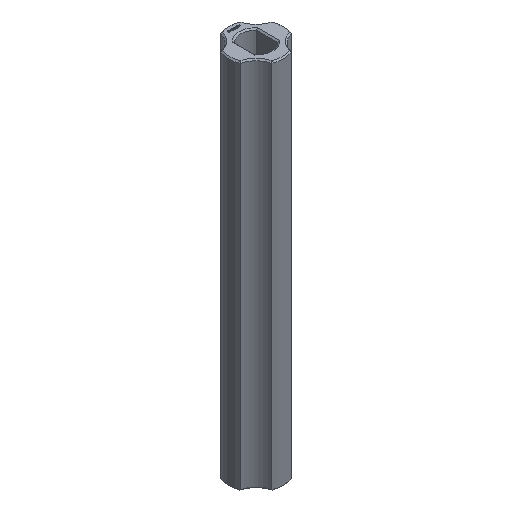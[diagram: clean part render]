
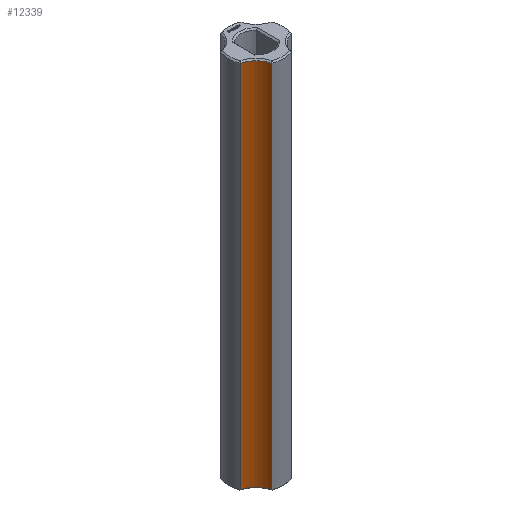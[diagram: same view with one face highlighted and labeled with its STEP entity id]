
A CAD part, isometric view. The second image highlights one B-rep face of the part: STEP entity #12339.
In plain terms, the highlighted cylindrical face has radius 5 mm (diameter 10 mm), a partial arc.
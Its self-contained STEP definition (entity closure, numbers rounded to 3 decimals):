
#189 = CYLINDRICAL_SURFACE('',#190,6.25);
#190 = AXIS2_PLACEMENT_3D('',#191,#192,#193);
#191 = CARTESIAN_POINT('',(0.,0.,0.));
#192 = DIRECTION('',(-0.,-0.,-1.));
#193 = DIRECTION('',(1.,0.,0.));
#625 = EDGE_CURVE('',#626,#628,#630,.T.);
#626 = VERTEX_POINT('',#627);
#627 = CARTESIAN_POINT('',(-2.225,-5.841,0.3));
#628 = VERTEX_POINT('',#629);
#629 = CARTESIAN_POINT('',(-2.225,-5.841,84.075));
#630 = SURFACE_CURVE('',#631,(#635,#642),.PCURVE_S1.);
#631 = LINE('',#632,#633);
#632 = CARTESIAN_POINT('',(-2.225,-5.841,0.));
#633 = VECTOR('',#634,1.);
#634 = DIRECTION('',(0.,0.,1.));
#635 = PCURVE('',#189,#636);
#636 = DEFINITIONAL_REPRESENTATION('',(#637),#641);
#637 = LINE('',#638,#639);
#638 = CARTESIAN_POINT('',(-4.348,0.));
#639 = VECTOR('',#640,1.);
#640 = DIRECTION('',(-0.,-1.));
#641 = ( GEOMETRIC_REPRESENTATION_CONTEXT(2) 
PARAMETRIC_REPRESENTATION_CONTEXT() REPRESENTATION_CONTEXT('2D SPACE',''
  ) );
#642 = PCURVE('',#643,#648);
#643 = CYLINDRICAL_SURFACE('',#644,5.);
#644 = AXIS2_PLACEMENT_3D('',#645,#646,#647);
#645 = CARTESIAN_POINT('',(-7.071,-7.071,0.));
#646 = DIRECTION('',(-0.,-0.,-1.));
#647 = DIRECTION('',(1.,0.,0.));
#648 = DEFINITIONAL_REPRESENTATION('',(#649),#653);
#649 = LINE('',#650,#651);
#650 = CARTESIAN_POINT('',(-0.249,0.));
#651 = VECTOR('',#652,1.);
#652 = DIRECTION('',(-0.,-1.));
#653 = ( GEOMETRIC_REPRESENTATION_CONTEXT(2) 
PARAMETRIC_REPRESENTATION_CONTEXT() REPRESENTATION_CONTEXT('2D SPACE',''
  ) );
#832 = CONICAL_SURFACE('',#833,5.,0.785);
#833 = AXIS2_PLACEMENT_3D('',#834,#835,#836);
#834 = CARTESIAN_POINT('',(-7.071,-7.071,0.3));
#835 = DIRECTION('',(-0.,-0.,-1.));
#836 = DIRECTION('',(0.969,0.246,0.));
#1149 = CONICAL_SURFACE('',#1150,5.,0.785);
#1150 = AXIS2_PLACEMENT_3D('',#1151,#1152,#1153);
#1151 = CARTESIAN_POINT('',(-7.071,-7.071,84.075));
#1152 = DIRECTION('',(0.,0.,1.));
#1153 = DIRECTION('',(0.969,0.246,0.));
#12339 = ADVANCED_FACE('',(#12340),#643,.F.);
#12340 = FACE_BOUND('',#12341,.T.);
#12341 = EDGE_LOOP('',(#12342,#12343,#12367,#12395));
#12342 = ORIENTED_EDGE('',*,*,#625,.T.);
#12343 = ORIENTED_EDGE('',*,*,#12344,.T.);
#12344 = EDGE_CURVE('',#628,#12345,#12347,.T.);
#12345 = VERTEX_POINT('',#12346);
#12346 = CARTESIAN_POINT('',(-5.841,-2.225,84.075));
#12347 = SURFACE_CURVE('',#12348,(#12353,#12360),.PCURVE_S1.);
#12348 = CIRCLE('',#12349,5.);
#12349 = AXIS2_PLACEMENT_3D('',#12350,#12351,#12352);
#12350 = CARTESIAN_POINT('',(-7.071,-7.071,84.075));
#12351 = DIRECTION('',(0.,-0.,1.));
#12352 = DIRECTION('',(0.969,0.246,0.));
#12353 = PCURVE('',#643,#12354);
#12354 = DEFINITIONAL_REPRESENTATION('',(#12355),#12359);
#12355 = LINE('',#12356,#12357);
#12356 = CARTESIAN_POINT('',(-0.249,-84.075));
#12357 = VECTOR('',#12358,1.);
#12358 = DIRECTION('',(-1.,0.));
#12359 = ( GEOMETRIC_REPRESENTATION_CONTEXT(2) 
PARAMETRIC_REPRESENTATION_CONTEXT() REPRESENTATION_CONTEXT('2D SPACE',''
  ) );
#12360 = PCURVE('',#1149,#12361);
#12361 = DEFINITIONAL_REPRESENTATION('',(#12362),#12366);
#12362 = LINE('',#12363,#12364);
#12363 = CARTESIAN_POINT('',(0.,0.));
#12364 = VECTOR('',#12365,1.);
#12365 = DIRECTION('',(1.,0.));
#12366 = ( GEOMETRIC_REPRESENTATION_CONTEXT(2) 
PARAMETRIC_REPRESENTATION_CONTEXT() REPRESENTATION_CONTEXT('2D SPACE',''
  ) );
#12367 = ORIENTED_EDGE('',*,*,#12368,.F.);
#12368 = EDGE_CURVE('',#12369,#12345,#12371,.T.);
#12369 = VERTEX_POINT('',#12370);
#12370 = CARTESIAN_POINT('',(-5.841,-2.225,0.3));
#12371 = SURFACE_CURVE('',#12372,(#12376,#12383),.PCURVE_S1.);
#12372 = LINE('',#12373,#12374);
#12373 = CARTESIAN_POINT('',(-5.841,-2.225,0.));
#12374 = VECTOR('',#12375,1.);
#12375 = DIRECTION('',(0.,0.,1.));
#12376 = PCURVE('',#643,#12377);
#12377 = DEFINITIONAL_REPRESENTATION('',(#12378),#12382);
#12378 = LINE('',#12379,#12380);
#12379 = CARTESIAN_POINT('',(-1.322,0.));
#12380 = VECTOR('',#12381,1.);
#12381 = DIRECTION('',(-0.,-1.));
#12382 = ( GEOMETRIC_REPRESENTATION_CONTEXT(2) 
PARAMETRIC_REPRESENTATION_CONTEXT() REPRESENTATION_CONTEXT('2D SPACE',''
  ) );
#12383 = PCURVE('',#12384,#12389);
#12384 = CYLINDRICAL_SURFACE('',#12385,6.25);
#12385 = AXIS2_PLACEMENT_3D('',#12386,#12387,#12388);
#12386 = CARTESIAN_POINT('',(0.,0.,0.));
#12387 = DIRECTION('',(-0.,-0.,-1.));
#12388 = DIRECTION('',(1.,0.,0.));
#12389 = DEFINITIONAL_REPRESENTATION('',(#12390),#12394);
#12390 = LINE('',#12391,#12392);
#12391 = CARTESIAN_POINT('',(-3.506,0.));
#12392 = VECTOR('',#12393,1.);
#12393 = DIRECTION('',(-0.,-1.));
#12394 = ( GEOMETRIC_REPRESENTATION_CONTEXT(2) 
PARAMETRIC_REPRESENTATION_CONTEXT() REPRESENTATION_CONTEXT('2D SPACE',''
  ) );
#12395 = ORIENTED_EDGE('',*,*,#12396,.F.);
#12396 = EDGE_CURVE('',#626,#12369,#12397,.T.);
#12397 = SURFACE_CURVE('',#12398,(#12403,#12410),.PCURVE_S1.);
#12398 = CIRCLE('',#12399,5.);
#12399 = AXIS2_PLACEMENT_3D('',#12400,#12401,#12402);
#12400 = CARTESIAN_POINT('',(-7.071,-7.071,0.3));
#12401 = DIRECTION('',(0.,-0.,1.));
#12402 = DIRECTION('',(0.969,0.246,0.));
#12403 = PCURVE('',#643,#12404);
#12404 = DEFINITIONAL_REPRESENTATION('',(#12405),#12409);
#12405 = LINE('',#12406,#12407);
#12406 = CARTESIAN_POINT('',(-0.249,-0.3));
#12407 = VECTOR('',#12408,1.);
#12408 = DIRECTION('',(-1.,0.));
#12409 = ( GEOMETRIC_REPRESENTATION_CONTEXT(2) 
PARAMETRIC_REPRESENTATION_CONTEXT() REPRESENTATION_CONTEXT('2D SPACE',''
  ) );
#12410 = PCURVE('',#832,#12411);
#12411 = DEFINITIONAL_REPRESENTATION('',(#12412),#12416);
#12412 = LINE('',#12413,#12414);
#12413 = CARTESIAN_POINT('',(-0.,0.));
#12414 = VECTOR('',#12415,1.);
#12415 = DIRECTION('',(-1.,0.));
#12416 = ( GEOMETRIC_REPRESENTATION_CONTEXT(2) 
PARAMETRIC_REPRESENTATION_CONTEXT() REPRESENTATION_CONTEXT('2D SPACE',''
  ) );
